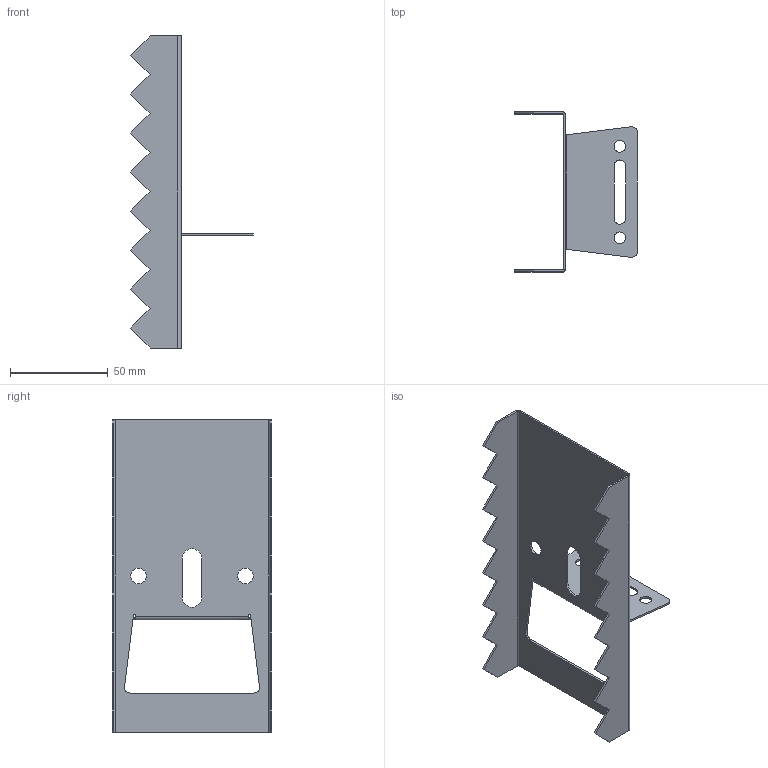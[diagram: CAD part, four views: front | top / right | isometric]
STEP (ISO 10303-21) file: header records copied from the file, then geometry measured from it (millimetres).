
FILE_DESCRIPTION(('Open CASCADE Model'),'2;1');
FILE_NAME('Open CASCADE Shape Model','2023-03-06T16:07:53',( 'Analysis Situs'),('Analysis Situs'), 'Open CASCADE STEP processor 7.6','Analysis Situs 1.2.0dev','Unknown' );
FILE_SCHEMA(('AUTOMOTIVE_DESIGN { 1 0 10303 214 1 1 1 1 }'));
Length unit declared in the file: millimetre
Products named in the file (1): Open CASCADE STEP translator 7.6 1
Bounding box: 63 x 82 x 160 mm (x, y, z)
Volume: 18573.6 mm3; surface area: 38346 mm2
Topology: 1 solids, 1 shells, 78 faces, 224 edges, 148 vertices
Faces by surface type: plane 52, cylinder 22, bspline 4
Full cylindrical faces by diameter (mm): 6 x2, 8 x2
Entity records: 6343 total; most frequent: CARTESIAN_POINT 1157, DIRECTION 824, LINE 562, VECTOR 562, ORIENTED_EDGE 448, PCURVE 448, DEFINITIONAL_REPRESENTATION 448, EDGE_CURVE 224
